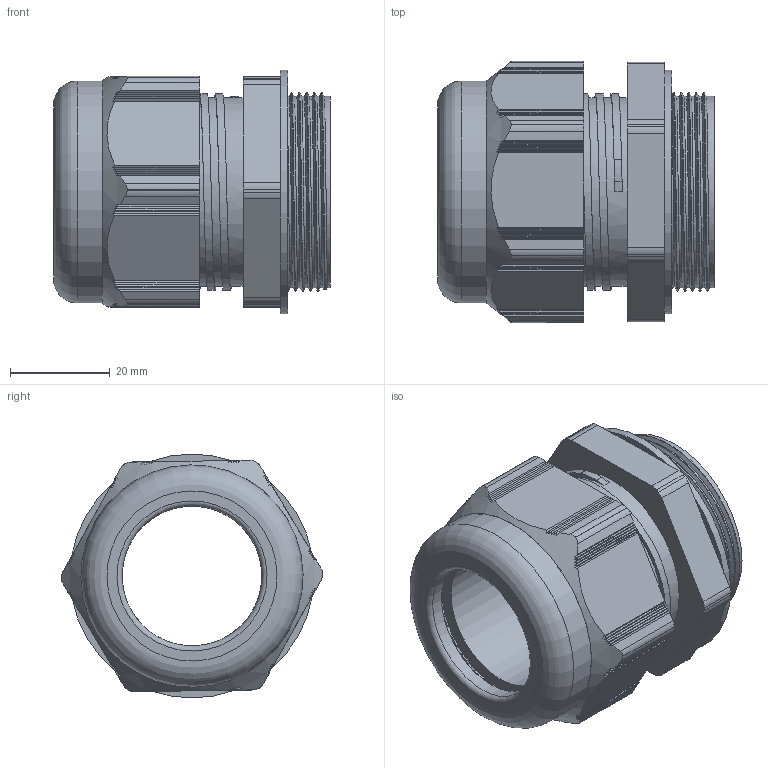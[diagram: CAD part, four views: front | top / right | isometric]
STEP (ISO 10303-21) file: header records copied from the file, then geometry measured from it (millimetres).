
FILE_DESCRIPTION(/* description */ ('Euro-Top X3 HI Poylamid M40 Stutzen'),/* implementation_level */ '2;1');
FILE_NAME(/* name */ '85084540X3HI-RST.stp',/* time_stamp */ '2015-03-04T11:29:28+01:00',/* author */ ('sl'),/* organization */ (''),/* preprocessor_version */ 'ST-DEVELOPER v15.2',/* originating_system */ 'Autodesk Inventor 2014',/* authorisation */ '');
FILE_SCHEMA (('AUTOMOTIVE_DESIGN { 1 0 10303 214 3 1 1 }'));
Length unit declared in the file: millimetre
Products named in the file (5): Euro-Top-X3HI-11-BT-0001-85084540X3HI; Euro-Top-X3HI-11-BT-0002-85084540X3HI; Euro-Top-X3HI-11-BT-0003-85084540X3HI; Euro-Top-X3HI-11-BT-0004-85084540X3HI; Euro-Top-X3HI-11-BG-0001-85084540X3HI
Assembly tree (4 placements, depth 2):
  Euro-Top-X3HI-11-BG-0001-85084540X3HI
    Euro-Top-X3HI-11-BT-0001-85084540X3HI
    Euro-Top-X3HI-11-BT-0002-85084540X3HI
    Euro-Top-X3HI-11-BT-0003-85084540X3HI
    Euro-Top-X3HI-11-BT-0004-85084540X3HI
Bounding box: 55.45 x 52.31 x 48.86 mm (x, y, z)
Volume: 43863.8 mm3; surface area: 32855.5 mm2
Topology: 4 solids, 4 shells, 497 faces, 1391 edges, 908 vertices
Faces by surface type: plane 284, cylinder 126, torus 53, cone 28, bspline 6
Full cylindrical faces by diameter (mm): 27.96 x1, 28.06 x1, 28.36 x1, 32.58 x1, 33.3 x1, 33.5 x1, 36.7 x1, 37.5 x1, 37.52 x6, 37.76 x5, 38.328 x5, 38.76 x1, 39.22 x6, 44.44 x1, 48.86 x1
Entity records: 18589 total; most frequent: CARTESIAN_POINT 6873, ORIENTED_EDGE 2594, DIRECTION 2316, EDGE_CURVE 1297, AXIS2_PLACEMENT_3D 864, VERTEX_POINT 860, LINE 588, VECTOR 588
